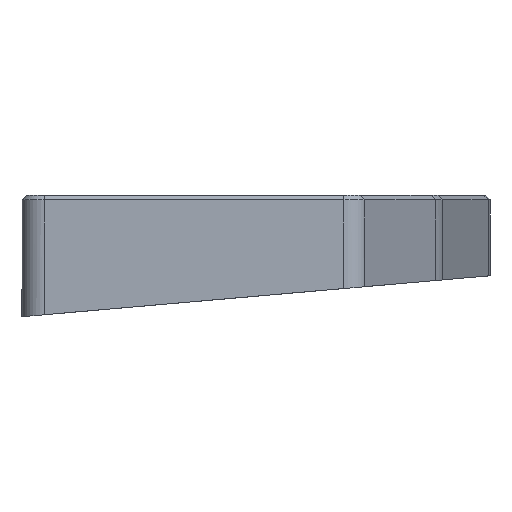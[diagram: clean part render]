
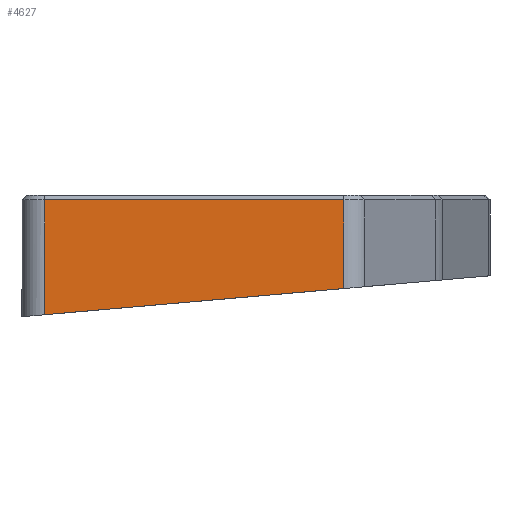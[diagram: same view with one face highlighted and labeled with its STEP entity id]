
A CAD part, left-side view. The second image highlights one B-rep face of the part: STEP entity #4627.
In plain terms, the highlighted planar face has unit normal (-1, 0, 0).
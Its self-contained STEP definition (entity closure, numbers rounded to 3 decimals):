
#297=LINE('',#7769,#690);
#515=LINE('',#8380,#908);
#550=LINE('',#8460,#943);
#551=LINE('',#8462,#944);
#690=VECTOR('',#5716,10.);
#908=VECTOR('',#6364,10.);
#943=VECTOR('',#6473,10.);
#944=VECTOR('',#6476,10.);
#1063=PLANE('',#5135);
#1346=FACE_OUTER_BOUND('',#1625,.T.);
#1625=EDGE_LOOP('',(#4268,#4269,#4270,#4271));
#2130=VERTEX_POINT('',#7766);
#2131=VERTEX_POINT('',#7768);
#2308=VERTEX_POINT('',#8376);
#2309=VERTEX_POINT('',#8378);
#2631=EDGE_CURVE('',#2131,#2130,#297,.T.);
#2938=EDGE_CURVE('',#2309,#2308,#515,.T.);
#2979=EDGE_CURVE('',#2308,#2130,#550,.T.);
#2980=EDGE_CURVE('',#2131,#2309,#551,.T.);
#4268=ORIENTED_EDGE('',*,*,#2631,.T.);
#4269=ORIENTED_EDGE('',*,*,#2979,.F.);
#4270=ORIENTED_EDGE('',*,*,#2938,.F.);
#4271=ORIENTED_EDGE('',*,*,#2980,.F.);
#4627=ADVANCED_FACE('',(#1346),#1063,.T.);
#5135=AXIS2_PLACEMENT_3D('',#8461,#6474,#6475);
#5716=DIRECTION('',(0.,-0.996,0.087));
#6364=DIRECTION('',(0.,-1.,0.));
#6473=DIRECTION('',(0.,0.,-1.));
#6474=DIRECTION('center_axis',(-1.,0.,0.));
#6475=DIRECTION('ref_axis',(0.,1.,0.));
#6476=DIRECTION('',(0.,0.,1.));
#7766=CARTESIAN_POINT('',(-5.,-62.335,-7.152));
#7768=CARTESIAN_POINT('',(-5.,4.,-12.956));
#7769=CARTESIAN_POINT('',(-5.,-81.055,-5.515));
#8376=CARTESIAN_POINT('',(-5.,-62.335,12.5));
#8378=CARTESIAN_POINT('',(-5.,4.,12.5));
#8380=CARTESIAN_POINT('',(-5.,-54.248,12.5));
#8460=CARTESIAN_POINT('',(-5.,-62.335,13.5));
#8461=CARTESIAN_POINT('Origin',(-5.,-65.65,13.5));
#8462=CARTESIAN_POINT('',(-5.,4.,13.5));
